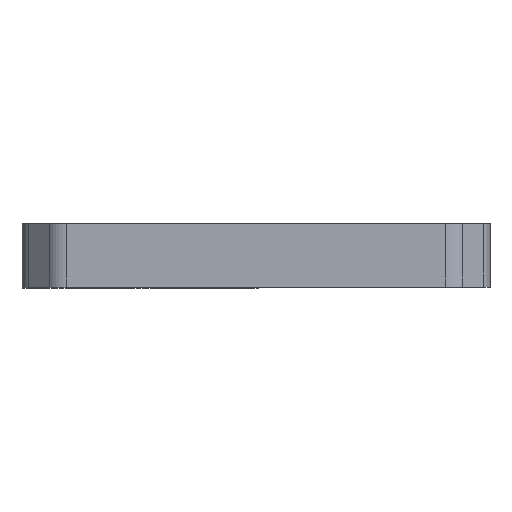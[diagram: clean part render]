
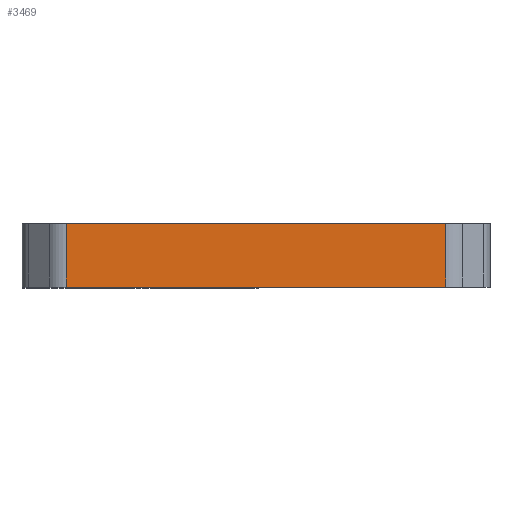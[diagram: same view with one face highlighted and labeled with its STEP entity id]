
A CAD part, top view. The second image highlights one B-rep face of the part: STEP entity #3469.
In plain terms, the highlighted planar face has unit normal (0, 0, 1).
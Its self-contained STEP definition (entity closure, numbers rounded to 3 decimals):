
#423=FACE_OUTER_BOUND('',#625,.T.);
#625=EDGE_LOOP('',(#3031,#3032,#3033,#3034));
#939=LINE('',#5947,#1273);
#970=LINE('',#6037,#1304);
#972=LINE('',#6043,#1306);
#982=LINE('',#6079,#1316);
#1273=VECTOR('',#4414,10.);
#1304=VECTOR('',#4481,10.);
#1306=VECTOR('',#4487,10.);
#1316=VECTOR('',#4519,10.);
#1611=VERTEX_POINT('',#5944);
#1612=VERTEX_POINT('',#5946);
#1653=VERTEX_POINT('',#6035);
#1654=VERTEX_POINT('',#6039);
#2062=EDGE_CURVE('',#1611,#1612,#939,.T.);
#2108=EDGE_CURVE('',#1653,#1611,#970,.T.);
#2111=EDGE_CURVE('',#1612,#1654,#972,.T.);
#2130=EDGE_CURVE('',#1654,#1653,#982,.T.);
#3031=ORIENTED_EDGE('',*,*,#2108,.F.);
#3032=ORIENTED_EDGE('',*,*,#2130,.F.);
#3033=ORIENTED_EDGE('',*,*,#2111,.F.);
#3034=ORIENTED_EDGE('',*,*,#2062,.F.);
#3307=PLANE('',#3748);
#3469=ADVANCED_FACE('',(#423),#3307,.T.);
#3748=AXIS2_PLACEMENT_3D('',#6112,#4566,#4567);
#4414=DIRECTION('',(1.,0.,0.));
#4481=DIRECTION('',(0.,1.,0.));
#4487=DIRECTION('',(0.,-1.,0.));
#4519=DIRECTION('',(-1.,0.,0.));
#4566=DIRECTION('center_axis',(0.,0.,1.));
#4567=DIRECTION('ref_axis',(-1.,0.,0.));
#5944=CARTESIAN_POINT('',(-16.672,0.,35.));
#5946=CARTESIAN_POINT('',(16.172,0.,35.));
#5947=CARTESIAN_POINT('',(-20.5,0.,35.));
#6035=CARTESIAN_POINT('',(-16.672,-5.5,35.));
#6037=CARTESIAN_POINT('',(-16.672,0.,35.));
#6039=CARTESIAN_POINT('',(16.172,-5.5,35.));
#6043=CARTESIAN_POINT('',(16.172,0.,35.));
#6079=CARTESIAN_POINT('',(-20.5,-5.5,35.));
#6112=CARTESIAN_POINT('Origin',(20.,0.,35.));
